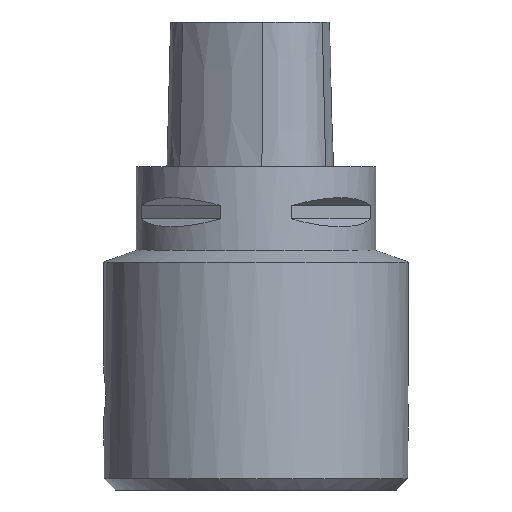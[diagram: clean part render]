
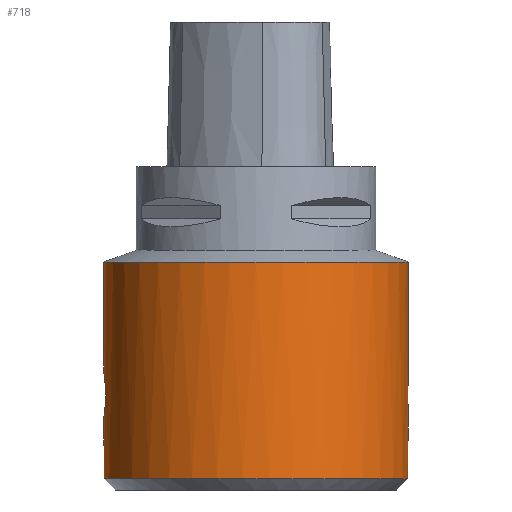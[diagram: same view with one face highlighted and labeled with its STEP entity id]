
A CAD part, left-side view. The second image highlights one B-rep face of the part: STEP entity #718.
In plain terms, the highlighted cylindrical face has radius 40 mm (diameter 80 mm), a full revolution.
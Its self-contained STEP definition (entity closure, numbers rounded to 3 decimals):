
#389=CYLINDRICAL_SURFACE('',#6293,40.);
#400=ELLIPSE('',#6291,56.569,40.);
#461=B_SPLINE_CURVE_WITH_KNOTS('',3,(#8405,#8406,#8407,#8408,#8409,#8410,
#8411,#8412,#8413,#8414,#8415,#8416,#8417,#8418,#8419,#8420,#8421,#8422,
#8423,#8424,#8425,#8426,#8427,#8428,#8429,#8430,#8431,#8432,#8433,#8434,
#8435,#8436,#8437,#8438,#8439,#8440,#8441,#8442,#8443,#8444,#8445,#8446,
#8447,#8448,#8449,#8450,#8451,#8452,#8453,#8454,#8455,#8456,#8457,#8458,
#8459,#8460,#8461,#8462),.UNSPECIFIED.,.T.,.F.,(1,3,3,3,3,3,3,3,3,3,3,3,
3,3,3,3,3,3,3,3,3,1),(-0.034,0.,0.054,0.107,
0.161,0.215,0.268,0.322,0.375,
0.429,0.483,0.536,0.59,
0.644,0.697,0.751,0.805,
0.858,0.912,0.966,1.,1.054),
 .UNSPECIFIED.);
#462=B_SPLINE_CURVE_WITH_KNOTS('',3,(#8464,#8465,#8466,#8467,#8468,#8469,
#8470,#8471,#8472,#8473,#8474,#8475,#8476,#8477,#8478,#8479,#8480,#8481),
 .UNSPECIFIED.,.T.,.F.,(2,2,2,2,2,2,2,2,2,2,2),(-0.125,0.,0.125,0.25,
0.375,0.5,0.625,0.75,0.875,1.,1.125),
 .UNSPECIFIED.);
#718=ADVANCED_FACE('',(#1274,#1275,#1276,#1277),#389,.T.);
#1274=FACE_BOUND('',#1332,.T.);
#1275=FACE_BOUND('',#1333,.T.);
#1276=FACE_BOUND('',#1334,.T.);
#1277=FACE_BOUND('',#1335,.T.);
#1332=EDGE_LOOP('',(#1684));
#1333=EDGE_LOOP('',(#1685,#1686,#1687,#1688));
#1334=EDGE_LOOP('',(#1689));
#1335=EDGE_LOOP('',(#1690));
#1684=ORIENTED_EDGE('',*,*,#4004,.T.);
#1685=ORIENTED_EDGE('',*,*,#3998,.F.);
#1686=ORIENTED_EDGE('',*,*,#4005,.F.);
#1687=ORIENTED_EDGE('',*,*,#4002,.F.);
#1688=ORIENTED_EDGE('',*,*,#4006,.T.);
#1689=ORIENTED_EDGE('',*,*,#4007,.F.);
#1690=ORIENTED_EDGE('',*,*,#4008,.F.);
#3412=VERTEX_POINT('',#8383);
#3413=VERTEX_POINT('',#8384);
#3416=VERTEX_POINT('',#8396);
#3417=VERTEX_POINT('',#8398);
#3418=VERTEX_POINT('',#8402);
#3419=VERTEX_POINT('',#8463);
#3420=VERTEX_POINT('',#8482);
#3998=EDGE_CURVE('',#3412,#3413,#5251,.T.);
#4002=EDGE_CURVE('',#3416,#3417,#5253,.T.);
#4004=EDGE_CURVE('',#3418,#3418,#4867,.T.);
#4005=EDGE_CURVE('',#3417,#3412,#400,.T.);
#4006=EDGE_CURVE('',#3416,#3413,#4868,.T.);
#4007=EDGE_CURVE('',#3419,#3419,#461,.T.);
#4008=EDGE_CURVE('',#3420,#3420,#462,.T.);
#4867=CIRCLE('',#6290,40.);
#4868=CIRCLE('',#6292,40.);
#5251=LINE('',#8382,#5722);
#5253=LINE('',#8397,#5724);
#5722=VECTOR('',#6877,1.);
#5724=VECTOR('',#6879,1.);
#6290=AXIS2_PLACEMENT_3D('',#8401,#6883,#6884);
#6291=AXIS2_PLACEMENT_3D('',#8403,#6885,#6886);
#6292=AXIS2_PLACEMENT_3D('',#8404,#6887,#6888);
#6293=AXIS2_PLACEMENT_3D('',#8483,#6889,#6890);
#6877=DIRECTION('',(0.,0.,-1.));
#6879=DIRECTION('',(0.,0.,1.));
#6883=DIRECTION('',(0.,0.,-1.));
#6884=DIRECTION('',(1.,0.,0.));
#6885=DIRECTION('',(0.707,0.,-0.707));
#6886=DIRECTION('',(0.707,0.,0.707));
#6887=DIRECTION('',(0.,0.,1.));
#6888=DIRECTION('',(1.,0.,0.));
#6889=DIRECTION('',(0.,0.,1.));
#6890=DIRECTION('',(1.,0.,0.));
#8382=CARTESIAN_POINT('',(35.87,-17.701,-85.));
#8383=CARTESIAN_POINT('',(35.87,-17.701,-42.3));
#8384=CARTESIAN_POINT('',(35.87,-17.701,-82.));
#8396=CARTESIAN_POINT('',(35.87,17.701,-82.));
#8397=CARTESIAN_POINT('',(35.87,17.701,-85.));
#8398=CARTESIAN_POINT('',(35.87,17.701,-42.3));
#8401=CARTESIAN_POINT('',(0.,0.,-25.096));
#8402=CARTESIAN_POINT('',(40.,0.,-25.096));
#8403=CARTESIAN_POINT('',(0.,0.,-78.17));
#8404=CARTESIAN_POINT('',(0.,0.,-82.));
#8405=CARTESIAN_POINT('',(0.,-40.,-56.875));
#8406=CARTESIAN_POINT('',(-0.349,-40.,-56.875));
#8407=CARTESIAN_POINT('',(-0.703,-39.995,-56.935));
#8408=CARTESIAN_POINT('',(-1.033,-39.987,-57.051));
#8409=CARTESIAN_POINT('',(-1.362,-39.978,-57.166));
#8410=CARTESIAN_POINT('',(-1.676,-39.966,-57.34));
#8411=CARTESIAN_POINT('',(-1.949,-39.953,-57.557));
#8412=CARTESIAN_POINT('',(-2.222,-39.939,-57.775));
#8413=CARTESIAN_POINT('',(-2.461,-39.925,-58.043));
#8414=CARTESIAN_POINT('',(-2.647,-39.912,-58.339));
#8415=CARTESIAN_POINT('',(-2.833,-39.9,-58.636));
#8416=CARTESIAN_POINT('',(-2.971,-39.89,-58.969));
#8417=CARTESIAN_POINT('',(-3.048,-39.884,-59.31));
#8418=CARTESIAN_POINT('',(-3.125,-39.878,-59.651));
#8419=CARTESIAN_POINT('',(-3.144,-39.876,-60.01));
#8420=CARTESIAN_POINT('',(-3.105,-39.879,-60.357));
#8421=CARTESIAN_POINT('',(-3.065,-39.882,-60.704));
#8422=CARTESIAN_POINT('',(-2.965,-39.89,-61.048));
#8423=CARTESIAN_POINT('',(-2.813,-39.901,-61.362));
#8424=CARTESIAN_POINT('',(-2.661,-39.912,-61.676));
#8425=CARTESIAN_POINT('',(-2.452,-39.926,-61.968));
#8426=CARTESIAN_POINT('',(-2.205,-39.939,-62.214));
#8427=CARTESIAN_POINT('',(-1.957,-39.953,-62.461));
#8428=CARTESIAN_POINT('',(-1.663,-39.967,-62.669));
#8429=CARTESIAN_POINT('',(-1.348,-39.977,-62.819));
#8430=CARTESIAN_POINT('',(-1.032,-39.988,-62.97));
#8431=CARTESIAN_POINT('',(-0.686,-39.996,-63.069));
#8432=CARTESIAN_POINT('',(-0.338,-39.999,-63.107));
#8433=CARTESIAN_POINT('',(0.01,-40.002,-63.144));
#8434=CARTESIAN_POINT('',(0.368,-40.,-63.123));
#8435=CARTESIAN_POINT('',(0.708,-39.994,-63.044));
#8436=CARTESIAN_POINT('',(1.048,-39.988,-62.965));
#8437=CARTESIAN_POINT('',(1.378,-39.977,-62.826));
#8438=CARTESIAN_POINT('',(1.673,-39.965,-62.64));
#8439=CARTESIAN_POINT('',(1.968,-39.953,-62.453));
#8440=CARTESIAN_POINT('',(2.235,-39.938,-62.212));
#8441=CARTESIAN_POINT('',(2.451,-39.925,-61.938));
#8442=CARTESIAN_POINT('',(2.668,-39.911,-61.664));
#8443=CARTESIAN_POINT('',(2.841,-39.899,-61.348));
#8444=CARTESIAN_POINT('',(2.955,-39.891,-61.017));
#8445=CARTESIAN_POINT('',(3.069,-39.882,-60.686));
#8446=CARTESIAN_POINT('',(3.127,-39.878,-60.331));
#8447=CARTESIAN_POINT('',(3.125,-39.878,-59.981));
#8448=CARTESIAN_POINT('',(3.123,-39.878,-59.632));
#8449=CARTESIAN_POINT('',(3.061,-39.883,-59.279));
#8450=CARTESIAN_POINT('',(2.944,-39.892,-58.951));
#8451=CARTESIAN_POINT('',(2.826,-39.9,-58.622));
#8452=CARTESIAN_POINT('',(2.651,-39.913,-58.309));
#8453=CARTESIAN_POINT('',(2.432,-39.926,-58.038));
#8454=CARTESIAN_POINT('',(2.213,-39.939,-57.766));
#8455=CARTESIAN_POINT('',(1.943,-39.954,-57.528));
#8456=CARTESIAN_POINT('',(1.646,-39.966,-57.344));
#8457=CARTESIAN_POINT('',(1.349,-39.978,-57.159));
#8458=CARTESIAN_POINT('',(1.015,-39.989,-57.024));
#8459=CARTESIAN_POINT('',(0.673,-39.994,-56.948));
#8460=CARTESIAN_POINT('',(0.453,-39.998,-56.9));
#8461=CARTESIAN_POINT('',(0.226,-40.,-56.875));
#8462=CARTESIAN_POINT('',(0.,-40.,-56.875));
#8463=CARTESIAN_POINT('',(0.,-40.,-56.875));
#8464=CARTESIAN_POINT('',(-1.588,40.,-54.));
#8465=CARTESIAN_POINT('',(1.588,40.,-54.));
#8466=CARTESIAN_POINT('',(3.138,39.892,-54.652));
#8467=CARTESIAN_POINT('',(5.348,39.656,-56.863));
#8468=CARTESIAN_POINT('',(5.999,39.548,-58.429));
#8469=CARTESIAN_POINT('',(6.001,39.547,-61.564));
#8470=CARTESIAN_POINT('',(5.362,39.655,-63.123));
#8471=CARTESIAN_POINT('',(3.126,39.893,-65.36));
#8472=CARTESIAN_POINT('',(1.57,40.,-65.999));
#8473=CARTESIAN_POINT('',(-1.565,40.,-66.001));
#8474=CARTESIAN_POINT('',(-3.131,39.893,-65.352));
#8475=CARTESIAN_POINT('',(-5.346,39.657,-63.141));
#8476=CARTESIAN_POINT('',(-5.999,39.548,-61.591));
#8477=CARTESIAN_POINT('',(-6.001,39.547,-58.419));
#8478=CARTESIAN_POINT('',(-5.35,39.656,-56.866));
#8479=CARTESIAN_POINT('',(-3.142,39.892,-54.655));
#8480=CARTESIAN_POINT('',(-1.588,40.,-54.));
#8481=CARTESIAN_POINT('',(1.588,40.,-54.));
#8482=CARTESIAN_POINT('',(0.,40.,-54.));
#8483=CARTESIAN_POINT('',(0.,0.,-85.));
